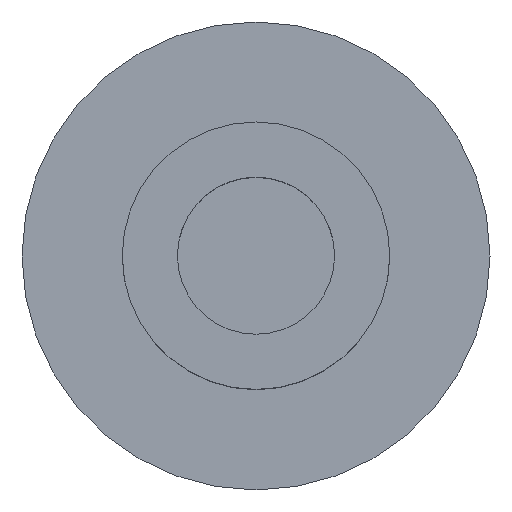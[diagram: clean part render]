
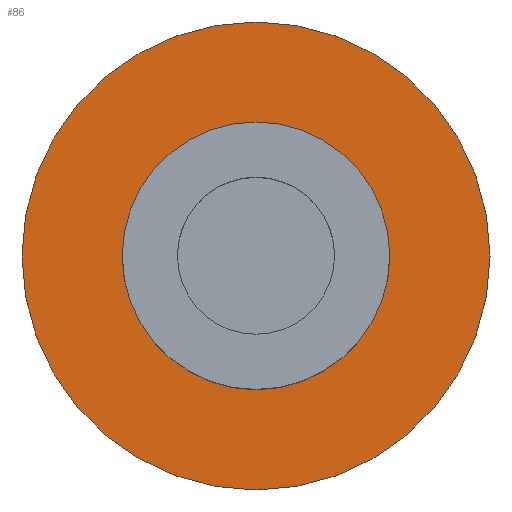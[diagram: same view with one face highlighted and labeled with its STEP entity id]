
A CAD part, top view. The second image highlights one B-rep face of the part: STEP entity #86.
In plain terms, the highlighted planar face has unit normal (0, 0, 1).
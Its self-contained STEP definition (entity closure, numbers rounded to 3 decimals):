
#86=ADVANCED_FACE('',(#123,#125),#127,.T.);
#123=FACE_BOUND('',#124,.T.);
#124=EDGE_LOOP('',(#159));
#125=FACE_BOUND('',#126,.T.);
#126=EDGE_LOOP('',(#160));
#127=PLANE('',#128);
#128=AXIS2_PLACEMENT_3D('',#129,#130,#131);
#129=CARTESIAN_POINT('',(0.,0.,12.));
#130=DIRECTION('',(0.,0.,1.));
#131=DIRECTION('',(1.,0.,0.));
#159=ORIENTED_EDGE('',*,*,#172,.T.);
#160=ORIENTED_EDGE('',*,*,#171,.F.);
#171=EDGE_CURVE('',#182,#182,#183,.T.);
#172=EDGE_CURVE('',#184,#184,#185,.T.);
#182=VERTEX_POINT('',#207);
#183=CIRCLE('',#208,4.);
#184=VERTEX_POINT('',#212);
#185=CIRCLE('',#213,7.);
#207=CARTESIAN_POINT('',(-4.,0.,12.));
#208=AXIS2_PLACEMENT_3D('',#209,#210,#211);
#209=CARTESIAN_POINT('',(0.,0.,12.));
#210=DIRECTION('',(0.,0.,1.));
#211=DIRECTION('',(-1.,0.,0.));
#212=CARTESIAN_POINT('',(7.,0.,12.));
#213=AXIS2_PLACEMENT_3D('',#214,#215,#216);
#214=CARTESIAN_POINT('',(0.,0.,12.));
#215=DIRECTION('',(0.,0.,1.));
#216=DIRECTION('',(1.,0.,0.));
